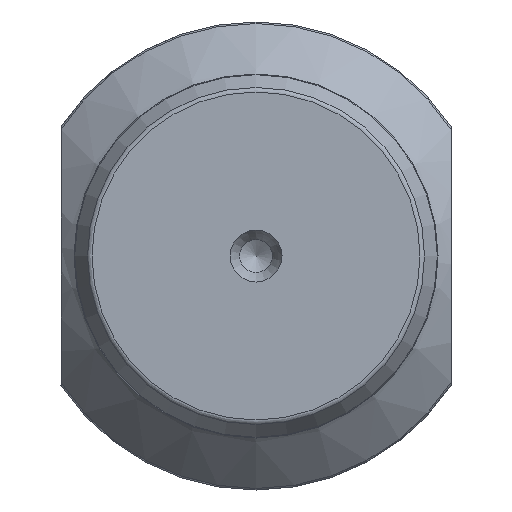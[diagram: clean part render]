
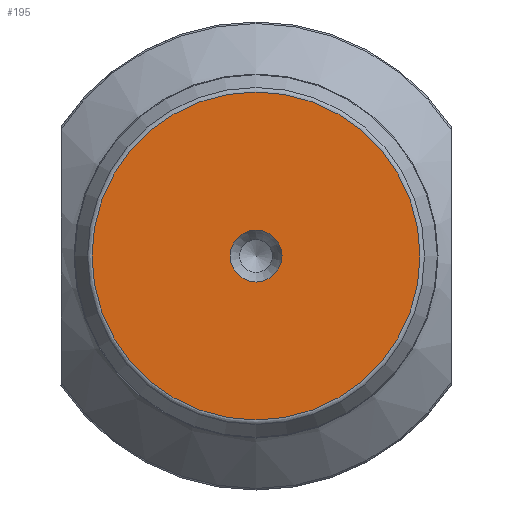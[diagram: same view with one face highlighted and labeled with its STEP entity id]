
A CAD part, left-side view. The second image highlights one B-rep face of the part: STEP entity #195.
In plain terms, the highlighted planar face has unit normal (-1, 0, 0).
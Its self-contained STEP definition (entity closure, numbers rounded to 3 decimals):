
#43=PLANE('',#729);
#82=FACE_BOUND('',#290,.T.);
#83=FACE_BOUND('',#291,.T.);
#195=ADVANCED_FACE('',(#82,#83),#43,.F.);
#290=EDGE_LOOP('',(#455));
#291=EDGE_LOOP('',(#456));
#365=CIRCLE('',#726,12.614);
#366=CIRCLE('',#728,2.);
#455=ORIENTED_EDGE('',*,*,#632,.T.);
#456=ORIENTED_EDGE('',*,*,#631,.F.);
#562=VERTEX_POINT('',#1189);
#563=VERTEX_POINT('',#1192);
#631=EDGE_CURVE('',#562,#562,#365,.T.);
#632=EDGE_CURVE('',#563,#563,#366,.T.);
#726=AXIS2_PLACEMENT_3D('',#1188,#878,#879);
#728=AXIS2_PLACEMENT_3D('',#1191,#882,#883);
#729=AXIS2_PLACEMENT_3D('',#1193,#884,#885);
#878=DIRECTION('',(1.,0.,0.));
#879=DIRECTION('',(0.,0.,-1.));
#882=DIRECTION('',(1.,0.,0.));
#883=DIRECTION('',(0.,0.,-1.));
#884=DIRECTION('',(1.,0.,0.));
#885=DIRECTION('',(0.,0.,-1.));
#1188=CARTESIAN_POINT('',(0.,0.,0.));
#1189=CARTESIAN_POINT('',(0.,0.,-12.614));
#1191=CARTESIAN_POINT('',(0.,0.,0.));
#1192=CARTESIAN_POINT('',(0.,0.,-2.));
#1193=CARTESIAN_POINT('',(0.,0.,0.));
